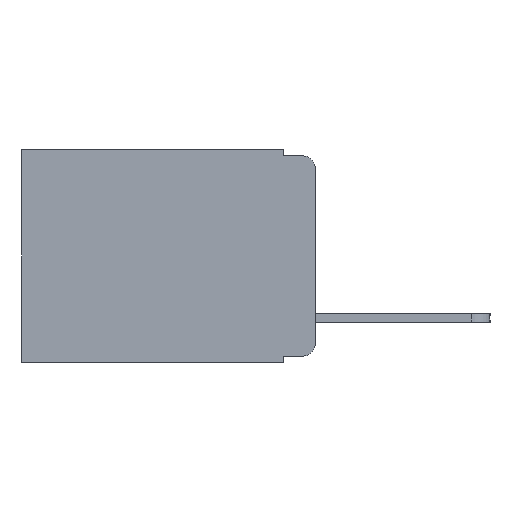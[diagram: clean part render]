
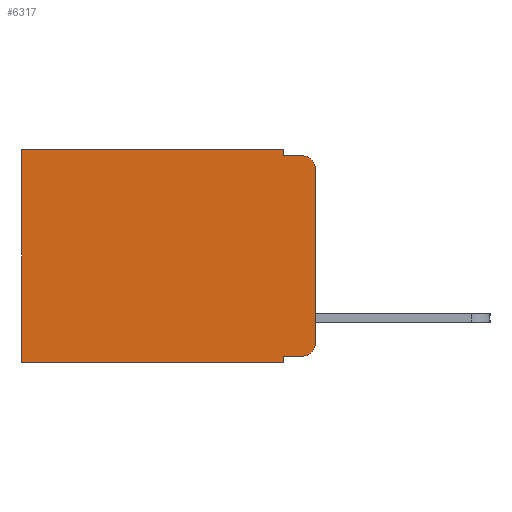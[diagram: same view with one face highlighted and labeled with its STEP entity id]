
A CAD part, left-side view. The second image highlights one B-rep face of the part: STEP entity #6317.
In plain terms, the highlighted planar face has unit normal (-1, 0, 0).
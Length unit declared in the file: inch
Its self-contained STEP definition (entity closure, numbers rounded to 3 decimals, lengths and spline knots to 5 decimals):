
#123 = LINE ( 'NONE', #6812, #2410 ) ;
#270 = VERTEX_POINT ( 'NONE', #7553 ) ;
#376 = ORIENTED_EDGE ( 'NONE', *, *, #6572, .T. ) ;
#583 = VERTEX_POINT ( 'NONE', #7282 ) ;
#591 = VERTEX_POINT ( 'NONE', #6641 ) ;
#598 = CARTESIAN_POINT ( 'NONE',  ( 0.298, 0., 0. ) ) ;
#608 = DIRECTION ( 'NONE',  ( 0., 1., 0. ) ) ;
#697 = DIRECTION ( 'NONE',  ( 1., 0., 0. ) ) ;
#712 = DIRECTION ( 'NONE',  ( 0., 0., -1. ) ) ;
#798 = CARTESIAN_POINT ( 'NONE',  ( 0.298, 0.02, -0.03 ) ) ;
#836 = DIRECTION ( 'NONE',  ( 0., 0., -1. ) ) ;
#953 = VERTEX_POINT ( 'NONE', #9405 ) ;
#984 = VERTEX_POINT ( 'NONE', #7481 ) ;
#1256 = DIRECTION ( 'NONE',  ( 0., 0., -1. ) ) ;
#1410 = VERTEX_POINT ( 'NONE', #8877 ) ;
#1625 = EDGE_CURVE ( 'NONE', #1410, #7789, #5364, .T. ) ;
#1875 = DIRECTION ( 'NONE',  ( 0., -1., 0. ) ) ;
#1968 = CARTESIAN_POINT ( 'NONE',  ( 0.298, 0.051, 0. ) ) ;
#2083 = AXIS2_PLACEMENT_3D ( 'NONE', #798, #8706, #836 ) ;
#2085 = ORIENTED_EDGE ( 'NONE', *, *, #9862, .F. ) ;
#2410 = VECTOR ( 'NONE', #1875, 39.37008 ) ;
#2569 = ORIENTED_EDGE ( 'NONE', *, *, #6518, .F. ) ;
#2788 = LINE ( 'NONE', #9889, #7234 ) ;
#3004 = EDGE_LOOP ( 'NONE', ( #4181, #7630, #2569, #2085, #6836, #376, #7396, #4589, #4933, #10800 ) ) ;
#3023 = LINE ( 'NONE', #598, #9209 ) ;
#3171 = VECTOR ( 'NONE', #7444, 39.37008 ) ;
#3179 = FACE_OUTER_BOUND ( 'NONE', #3004, .T. ) ;
#3239 = VECTOR ( 'NONE', #9961, 39.37008 ) ;
#3314 = VERTEX_POINT ( 'NONE', #4405 ) ;
#3333 = VECTOR ( 'NONE', #4945, 39.37008 ) ;
#3885 = CARTESIAN_POINT ( 'NONE',  ( 0.298, 0.051, 0. ) ) ;
#4181 = ORIENTED_EDGE ( 'NONE', *, *, #7081, .F. ) ;
#4405 = CARTESIAN_POINT ( 'NONE',  ( 0.298, 0.051, -0.343 ) ) ;
#4589 = ORIENTED_EDGE ( 'NONE', *, *, #4751, .F. ) ;
#4739 = VERTEX_POINT ( 'NONE', #7596 ) ;
#4751 = EDGE_CURVE ( 'NONE', #270, #3314, #6224, .T. ) ;
#4933 = ORIENTED_EDGE ( 'NONE', *, *, #6708, .T. ) ;
#4945 = DIRECTION ( 'NONE',  ( 0., 0., -1. ) ) ;
#5159 = DIRECTION ( 'NONE',  ( 0., -1., 0. ) ) ;
#5162 = VERTEX_POINT ( 'NONE', #7297 ) ;
#5310 = DIRECTION ( 'NONE',  ( 0., 0., -1. ) ) ;
#5364 = CIRCLE ( 'NONE', #2083, 0.02 ) ;
#5511 = CARTESIAN_POINT ( 'NONE',  ( 0.298, 0.051, -0.01 ) ) ;
#5558 = LINE ( 'NONE', #7450, #3171 ) ;
#5879 = LINE ( 'NONE', #1968, #3239 ) ;
#5928 = AXIS2_PLACEMENT_3D ( 'NONE', #6183, #697, #712 ) ;
#6020 = PLANE ( 'NONE',  #5928 ) ;
#6183 = CARTESIAN_POINT ( 'NONE',  ( 0.298, 0., 0. ) ) ;
#6224 = LINE ( 'NONE', #3885, #3333 ) ;
#6298 = DIRECTION ( 'NONE',  ( -1., 0., 0. ) ) ;
#6317 = ADVANCED_FACE ( 'NONE', ( #3179 ), #6020, .F. ) ;
#6486 = EDGE_CURVE ( 'NONE', #591, #984, #3023, .T. ) ;
#6518 = EDGE_CURVE ( 'NONE', #953, #7789, #8749, .T. ) ;
#6572 = EDGE_CURVE ( 'NONE', #984, #583, #5558, .T. ) ;
#6641 = CARTESIAN_POINT ( 'NONE',  ( 0.298, 0.051, 0. ) ) ;
#6708 = EDGE_CURVE ( 'NONE', #270, #4739, #123, .T. ) ;
#6806 = EDGE_CURVE ( 'NONE', #4739, #5162, #10260, .T. ) ;
#6812 = CARTESIAN_POINT ( 'NONE',  ( 0.298, 0.051, -0.333 ) ) ;
#6836 = ORIENTED_EDGE ( 'NONE', *, *, #6486, .T. ) ;
#7081 = EDGE_CURVE ( 'NONE', #1410, #5162, #10375, .T. ) ;
#7234 = VECTOR ( 'NONE', #9398, 39.37008 ) ;
#7282 = CARTESIAN_POINT ( 'NONE',  ( 0.298, 0.473, -0.343 ) ) ;
#7297 = CARTESIAN_POINT ( 'NONE',  ( 0.298, 0., -0.313 ) ) ;
#7396 = ORIENTED_EDGE ( 'NONE', *, *, #10118, .F. ) ;
#7444 = DIRECTION ( 'NONE',  ( 0., 0., -1. ) ) ;
#7450 = CARTESIAN_POINT ( 'NONE',  ( 0.298, 0.473, 0. ) ) ;
#7481 = CARTESIAN_POINT ( 'NONE',  ( 0.298, 0.473, 0. ) ) ;
#7553 = CARTESIAN_POINT ( 'NONE',  ( 0.298, 0.051, -0.333 ) ) ;
#7596 = CARTESIAN_POINT ( 'NONE',  ( 0.298, 0.02, -0.333 ) ) ;
#7630 = ORIENTED_EDGE ( 'NONE', *, *, #1625, .T. ) ;
#7670 = CARTESIAN_POINT ( 'NONE',  ( 0.298, 0., 0. ) ) ;
#7789 = VERTEX_POINT ( 'NONE', #10107 ) ;
#7875 = AXIS2_PLACEMENT_3D ( 'NONE', #10559, #6298, #1256 ) ;
#8375 = VECTOR ( 'NONE', #5310, 39.37008 ) ;
#8706 = DIRECTION ( 'NONE',  ( -1., 0., 0. ) ) ;
#8749 = LINE ( 'NONE', #5511, #10752 ) ;
#8877 = CARTESIAN_POINT ( 'NONE',  ( 0.298, 0., -0.03 ) ) ;
#9209 = VECTOR ( 'NONE', #608, 39.37008 ) ;
#9398 = DIRECTION ( 'NONE',  ( 0., 1., 0. ) ) ;
#9405 = CARTESIAN_POINT ( 'NONE',  ( 0.298, 0.051, -0.01 ) ) ;
#9862 = EDGE_CURVE ( 'NONE', #591, #953, #5879, .T. ) ;
#9889 = CARTESIAN_POINT ( 'NONE',  ( 0.298, 0., -0.343 ) ) ;
#9961 = DIRECTION ( 'NONE',  ( 0., 0., -1. ) ) ;
#10107 = CARTESIAN_POINT ( 'NONE',  ( 0.298, 0.02, -0.01 ) ) ;
#10118 = EDGE_CURVE ( 'NONE', #3314, #583, #2788, .T. ) ;
#10260 = CIRCLE ( 'NONE', #7875, 0.02 ) ;
#10375 = LINE ( 'NONE', #7670, #8375 ) ;
#10559 = CARTESIAN_POINT ( 'NONE',  ( 0.298, 0.02, -0.313 ) ) ;
#10752 = VECTOR ( 'NONE', #5159, 39.37008 ) ;
#10800 = ORIENTED_EDGE ( 'NONE', *, *, #6806, .T. ) ;
